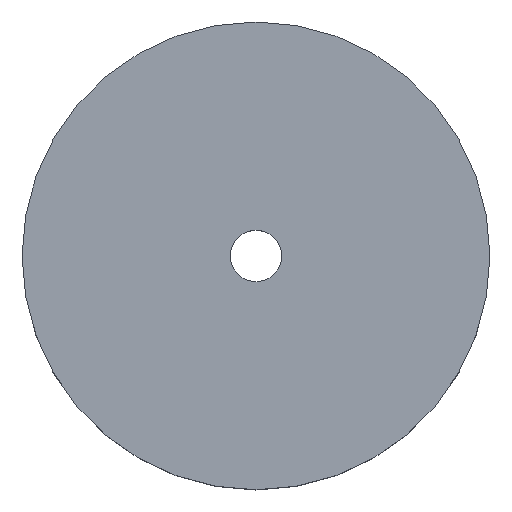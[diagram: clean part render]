
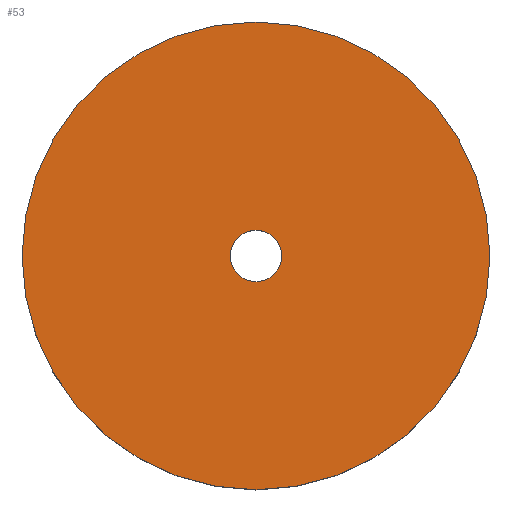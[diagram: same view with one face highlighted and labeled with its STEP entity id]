
A CAD part, top view. The second image highlights one B-rep face of the part: STEP entity #53.
In plain terms, the highlighted planar face has unit normal (0, 0, 1).
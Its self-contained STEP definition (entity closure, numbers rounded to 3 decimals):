
#16 = AXIS2_PLACEMENT_3D ( 'NONE', #1167, #1168, #1169 ) ;
#21 = AXIS2_PLACEMENT_3D ( 'NONE', #1170, #1171, #1172 ) ;
#25 = CIRCLE ( 'NONE', #16, 2.2 ) ;
#33 = CIRCLE ( 'NONE', #21, 20. ) ;
#53 = ADVANCED_FACE ( 'NONE', ( #615, #616 ), #786, .T. ) ;
#65 = EDGE_CURVE ( 'NONE', #306, #314, #1423, .T. ) ;
#68 = EDGE_CURVE ( 'NONE', #303, #316, #1360, .T. ) ;
#239 = EDGE_CURVE ( 'NONE', #316, #303, #25, .T. ) ;
#240 = EDGE_CURVE ( 'NONE', #314, #306, #33, .T. ) ;
#261 = ORIENTED_EDGE ( 'NONE', *, *, #65, .T. ) ;
#266 = ORIENTED_EDGE ( 'NONE', *, *, #68, .F. ) ;
#274 = ORIENTED_EDGE ( 'NONE', *, *, #239, .F. ) ;
#277 = ORIENTED_EDGE ( 'NONE', *, *, #240, .T. ) ;
#303 = VERTEX_POINT ( 'NONE', #1234 ) ;
#306 = VERTEX_POINT ( 'NONE', #1237 ) ;
#314 = VERTEX_POINT ( 'NONE', #1245 ) ;
#316 = VERTEX_POINT ( 'NONE', #1247 ) ;
#493 = EDGE_LOOP ( 'NONE', ( #266, #274 ) ) ;
#573 = EDGE_LOOP ( 'NONE', ( #277, #261 ) ) ;
#615 = FACE_OUTER_BOUND ( 'NONE', #573, .T. ) ;
#616 = FACE_BOUND ( 'NONE', #493, .T. ) ;
#784 = CARTESIAN_POINT ( 'NONE',  ( 0., 0., 10. ) ) ;
#786 = PLANE ( 'NONE',  #1430 ) ;
#797 = DIRECTION ( 'NONE',  ( 0., 0., 1. ) ) ;
#798 = DIRECTION ( 'NONE',  ( 1., 0., 0. ) ) ;
#806 = DIRECTION ( 'NONE',  ( 0., 0., 1. ) ) ;
#830 = CARTESIAN_POINT ( 'NONE',  ( 0., 0., 10. ) ) ;
#836 = CARTESIAN_POINT ( 'NONE',  ( 0., 0., 10. ) ) ;
#839 = DIRECTION ( 'NONE',  ( 0., 0., 1. ) ) ;
#845 = DIRECTION ( 'NONE',  ( 1., 0., 0. ) ) ;
#862 = DIRECTION ( 'NONE',  ( 1., 0., 0. ) ) ;
#1167 = CARTESIAN_POINT ( 'NONE',  ( 0., 0., 10. ) ) ;
#1168 = DIRECTION ( 'NONE',  ( 0., 0., 1. ) ) ;
#1169 = DIRECTION ( 'NONE',  ( 1., 0., 0. ) ) ;
#1170 = CARTESIAN_POINT ( 'NONE',  ( 0., 0., 10. ) ) ;
#1171 = DIRECTION ( 'NONE',  ( 0., 0., 1. ) ) ;
#1172 = DIRECTION ( 'NONE',  ( 1., 0., 0. ) ) ;
#1234 = CARTESIAN_POINT ( 'NONE',  ( -2.2, 0., 10. ) ) ;
#1237 = CARTESIAN_POINT ( 'NONE',  ( 20., 0., 10. ) ) ;
#1245 = CARTESIAN_POINT ( 'NONE',  ( -20., 0., 10. ) ) ;
#1247 = CARTESIAN_POINT ( 'NONE',  ( 2.2, 0., 10. ) ) ;
#1346 = AXIS2_PLACEMENT_3D ( 'NONE', #784, #797, #862 ) ;
#1360 = CIRCLE ( 'NONE', #1413, 2.2 ) ;
#1413 = AXIS2_PLACEMENT_3D ( 'NONE', #830, #806, #845 ) ;
#1423 = CIRCLE ( 'NONE', #1346, 20. ) ;
#1430 = AXIS2_PLACEMENT_3D ( 'NONE', #836, #839, #798 ) ;
